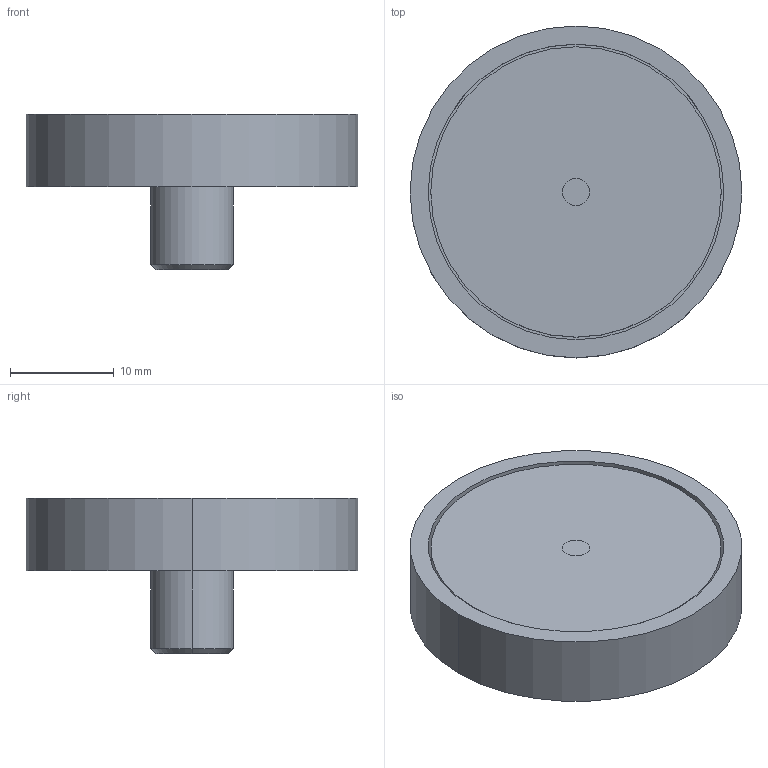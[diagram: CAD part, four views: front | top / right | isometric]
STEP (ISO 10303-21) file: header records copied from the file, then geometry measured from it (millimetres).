
FILE_DESCRIPTION (( 'STEP AP214' ), '1' );
FILE_NAME ('M650.STEP', '2021-12-30T13:29:56', ( '' ), ( '' ), 'SwSTEP 2.0', 'SolidWorks 2021', '' );
FILE_SCHEMA (( 'AUTOMOTIVE_DESIGN' ));
Length unit declared in the file: millimetre
Products named in the file (3): MFDIAM028005SM; Corpo_0-25; M650
Assembly tree (2 placements, depth 2):
  M650
    Corpo_0-25
    MFDIAM028005SM
Bounding box: 32 x 32 x 15 mm (x, y, z)
Volume: 5714.9 mm3; surface area: 4717.9 mm2
Topology: 2 solids, 2 shells, 20 faces, 36 edges, 24 vertices
Faces by surface type: cylinder 10, plane 8, cone 2
Entity records: 625 total; most frequent: DIRECTION 110, CARTESIAN_POINT 85, ORIENTED_EDGE 72, AXIS2_PLACEMENT_3D 49, EDGE_CURVE 36, EDGE_LOOP 24, CIRCLE 24, VERTEX_POINT 24
